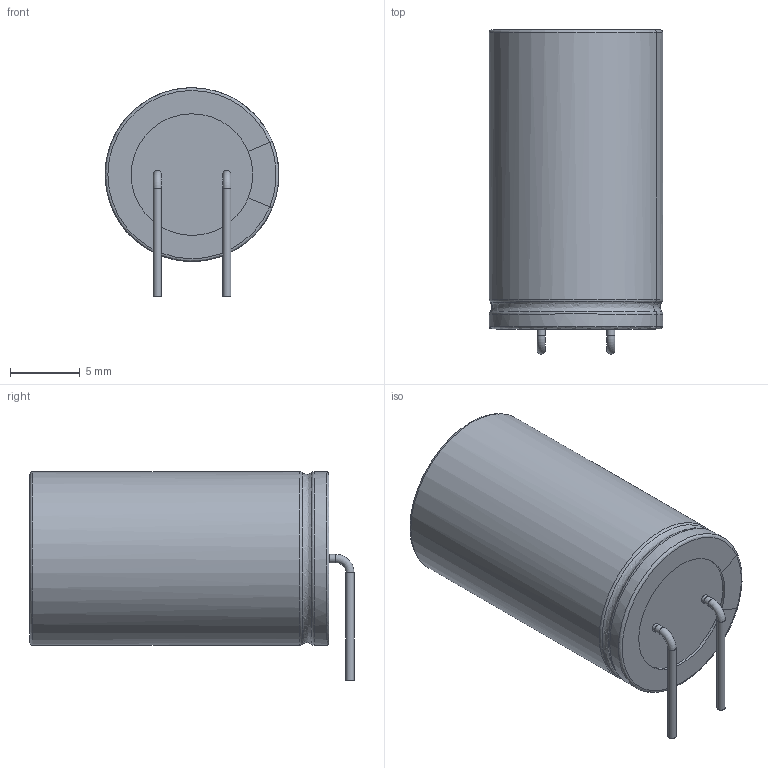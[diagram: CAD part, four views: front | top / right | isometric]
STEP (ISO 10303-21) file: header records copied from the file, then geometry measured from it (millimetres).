
FILE_DESCRIPTION(('FreeCAD Model'),'2;1');
FILE_NAME('CP_Radial_D125mm_H215mm_P500mm_bent_legs.step','2020-12-09T19:25:33',('Author'),(''), 'Open CASCADE STEP processor 7.3','FreeCAD','Unknown');
FILE_SCHEMA(('AUTOMOTIVE_DESIGN { 1 0 10303 214 1 1 1 1 }'));
Length unit declared in the file: millimetre
Products named in the file (1): CP_Radial_D125mm_H215mm_P500mm001
Bounding box: 12.5 x 23.3 x 15 mm (x, y, z)
Volume: 2615.3 mm3; surface area: 1265.8 mm2
Topology: 3 solids, 4 shells, 63 faces, 160 edges, 111 vertices
Faces by surface type: plane 27, cylinder 21, bspline 6, revolution 5, torus 4
Full cylindrical faces by diameter (mm): 0.6 x6
Entity records: 3163 total; most frequent: CARTESIAN_POINT 1201, ORIENTED_EDGE 320, DIRECTION 299, EDGE_CURVE 160, AXIS2_PLACEMENT_3D 117, VERTEX_POINT 111, FACE_BOUND 69, EDGE_LOOP 69
